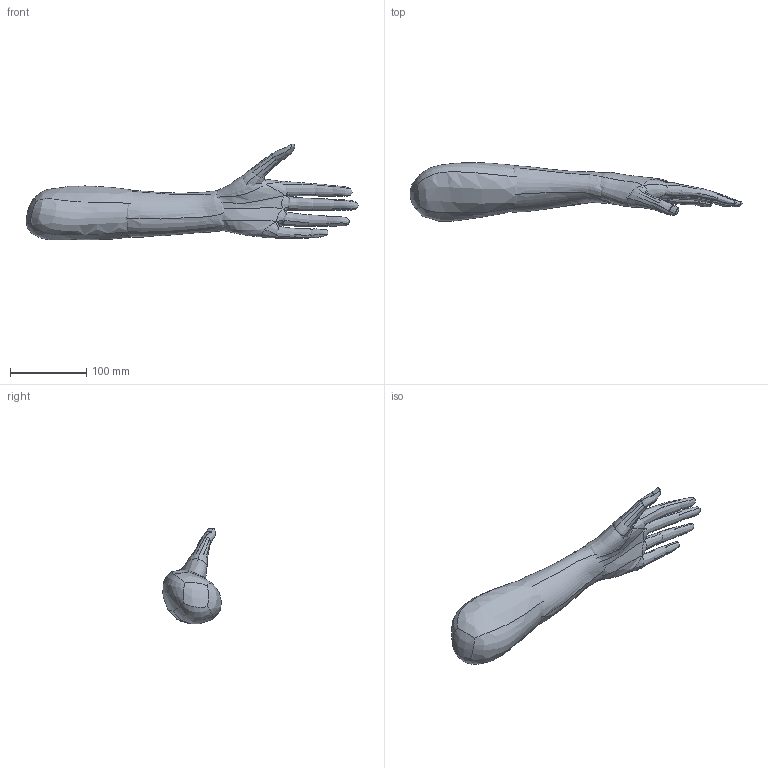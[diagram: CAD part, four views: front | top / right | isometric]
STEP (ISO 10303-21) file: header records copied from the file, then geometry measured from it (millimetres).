
FILE_DESCRIPTION(/* description */ (''),/* implementation_level */ '2;1');
FILE_NAME(/* name */ 'æåå°è',/* time_stamp */ '2016-01-23T15:00:34+08:00',/* author */ (''),/* organization */ (''),/* preprocessor_version */ 'ST-DEVELOPER v14',/* originating_system */ '',/* authorisation */ '');
FILE_SCHEMA (('CONFIG_CONTROL_DESIGN'));
Length unit declared in the file: millimetre
Products named in the file (20): Document; Zygote_Female_Spandex; ZFS_Left_RingC; ZFS_Left_PinkyA; ZFS_Left_ThumbB; ZFS_Left_MiddleA; ZFS_Left_PointerB; ZFS_Left_ThumbC; ZFS_Left_MiddleC; ZFS_Left_Forearm; ZFS_Left_RingA; ZFS_Left_PointerA; ZFS_Left_RingB; ZFS_Left_MiddleB; ZFS_Left_Hand; ZFS_Left_ThumbA; ZFS_Left_PointerC; ZFS_Left_PinkyC; ZFS_Left_PinkyB; ZFS_Left_Mid_Arm
Assembly tree (19 placements, depth 3):
  Document
    Zygote_Female_Spandex
      ZFS_Left_RingC
      ZFS_Left_PinkyA
      ZFS_Left_ThumbB
      ZFS_Left_MiddleA
      ZFS_Left_PointerB
      ZFS_Left_ThumbC
      ZFS_Left_MiddleC
      ZFS_Left_Forearm
      ZFS_Left_RingA
      ZFS_Left_PointerA
      ZFS_Left_RingB
      ZFS_Left_MiddleB
      ZFS_Left_Hand
      ZFS_Left_ThumbA
      ZFS_Left_PointerC
      ZFS_Left_PinkyC
      ZFS_Left_PinkyB
      ZFS_Left_Mid_Arm
Bounding box: 435.36 x 76.68 x 125.81 mm (x, y, z)
Volume: 1088198.6 mm3; surface area: 108610.2 mm2
Topology: 16 solids, 18 shells, 152 faces, 364 edges, 236 vertices
Faces by surface type: bspline 152
Entity records: 21553 total; most frequent: CARTESIAN_POINT 17775, ORIENTED_EDGE 685, EDGE_CURVE 365, VERTEX_POINT 236, ADVANCED_FACE 152, FACE_OUTER_BOUND 152, EDGE_LOOP 152, ORGANIZATION 140
